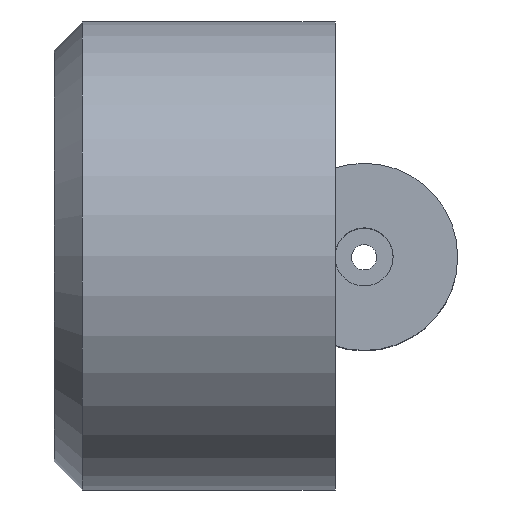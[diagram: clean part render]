
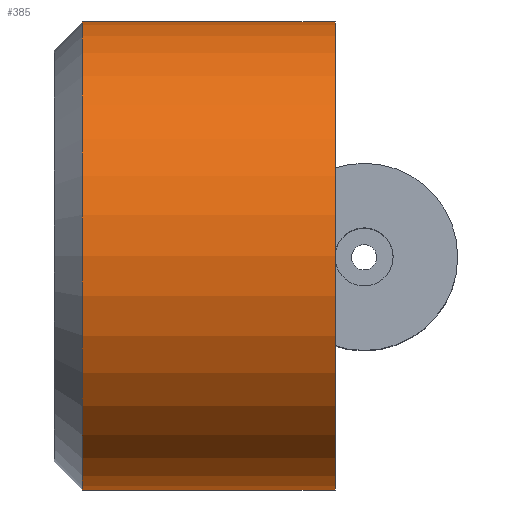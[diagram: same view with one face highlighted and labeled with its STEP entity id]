
A CAD part, top view. The second image highlights one B-rep face of the part: STEP entity #385.
In plain terms, the highlighted cylindrical face has radius 25 mm (diameter 50 mm), a full revolution.
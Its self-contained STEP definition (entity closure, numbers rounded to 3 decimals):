
#16=B_SPLINE_CURVE_WITH_KNOTS('',3,(#639,#640,#641,#642,#643,#644,#645,
#646,#647,#648),.UNSPECIFIED.,.F.,.F.,(4,2,2,2,4),(0.,0.284,
0.569,0.853,1.138),.UNSPECIFIED.);
#17=B_SPLINE_CURVE_WITH_KNOTS('',3,(#649,#650,#651,#652,#653,#654,#655,
#656,#657,#658,#659,#660,#661,#662,#663,#664,#665,#666,#667,#668,#669,#670,
#671,#672,#673,#674),.UNSPECIFIED.,.F.,.F.,(4,2,2,2,2,2,2,2,2,2,2,2,4),
(1.138,1.422,1.706,1.991,2.275,
2.56,2.844,3.129,3.413,3.697,
3.982,4.266,4.551),.UNSPECIFIED.);
#26=LINE('',#635,#44);
#44=VECTOR('',#505,25.);
#61=CYLINDRICAL_SURFACE('',#433,25.);
#75=FACE_BOUND('',#118,.T.);
#88=FACE_OUTER_BOUND('',#117,.T.);
#117=EDGE_LOOP('',(#279,#280,#281,#282));
#118=EDGE_LOOP('',(#283,#284));
#157=CIRCLE('',#432,25.);
#158=CIRCLE('',#434,25.);
#187=VERTEX_POINT('',#630);
#188=VERTEX_POINT('',#634);
#189=VERTEX_POINT('',#637);
#190=VERTEX_POINT('',#638);
#224=EDGE_CURVE('',#187,#187,#157,.T.);
#225=EDGE_CURVE('',#187,#188,#26,.T.);
#226=EDGE_CURVE('',#188,#188,#158,.T.);
#227=EDGE_CURVE('',#189,#190,#16,.T.);
#228=EDGE_CURVE('',#190,#189,#17,.T.);
#279=ORIENTED_EDGE('',*,*,#224,.F.);
#280=ORIENTED_EDGE('',*,*,#225,.T.);
#281=ORIENTED_EDGE('',*,*,#226,.F.);
#282=ORIENTED_EDGE('',*,*,#225,.F.);
#283=ORIENTED_EDGE('',*,*,#227,.T.);
#284=ORIENTED_EDGE('',*,*,#228,.T.);
#385=ADVANCED_FACE('',(#88,#75),#61,.T.);
#432=AXIS2_PLACEMENT_3D('',#632,#501,#502);
#433=AXIS2_PLACEMENT_3D('',#633,#503,#504);
#434=AXIS2_PLACEMENT_3D('',#636,#506,#507);
#501=DIRECTION('center_axis',(-1.,0.,0.));
#502=DIRECTION('ref_axis',(0.,1.,0.));
#503=DIRECTION('center_axis',(-1.,0.,0.));
#504=DIRECTION('ref_axis',(0.,1.,0.));
#505=DIRECTION('',(1.,0.,0.));
#506=DIRECTION('center_axis',(1.,0.,0.));
#507=DIRECTION('ref_axis',(0.,1.,0.));
#630=CARTESIAN_POINT('',(-30.1,-25.,85.));
#632=CARTESIAN_POINT('Origin',(-30.1,0.,85.));
#633=CARTESIAN_POINT('Origin',(-3.1,0.,85.));
#634=CARTESIAN_POINT('',(-3.1,-25.,85.));
#635=CARTESIAN_POINT('',(-3.1,-25.,85.));
#636=CARTESIAN_POINT('Origin',(-3.1,0.,85.));
#637=CARTESIAN_POINT('',(-22.,7.5,61.152));
#638=CARTESIAN_POINT('',(-29.5,0.,60.));
#639=CARTESIAN_POINT('Ctrl Pts',(-22.,7.5,61.152));
#640=CARTESIAN_POINT('Ctrl Pts',(-22.948,7.5,61.152));
#641=CARTESIAN_POINT('Ctrl Pts',(-23.955,7.309,61.089));
#642=CARTESIAN_POINT('Ctrl Pts',(-25.801,6.542,60.868));
#643=CARTESIAN_POINT('Ctrl Pts',(-26.641,5.966,60.713));
#644=CARTESIAN_POINT('Ctrl Pts',(-27.966,4.641,60.425));
#645=CARTESIAN_POINT('Ctrl Pts',(-28.542,3.801,60.273));
#646=CARTESIAN_POINT('Ctrl Pts',(-29.309,1.955,60.059));
#647=CARTESIAN_POINT('Ctrl Pts',(-29.5,0.948,60.));
#648=CARTESIAN_POINT('Ctrl Pts',(-29.5,0.,
60.));
#649=CARTESIAN_POINT('Ctrl Pts',(-29.5,0.,
60.));
#650=CARTESIAN_POINT('Ctrl Pts',(-29.5,-0.948,60.));
#651=CARTESIAN_POINT('Ctrl Pts',(-29.309,-1.955,60.059));
#652=CARTESIAN_POINT('Ctrl Pts',(-28.542,-3.801,60.273));
#653=CARTESIAN_POINT('Ctrl Pts',(-27.966,-4.641,60.425));
#654=CARTESIAN_POINT('Ctrl Pts',(-26.641,-5.966,60.713));
#655=CARTESIAN_POINT('Ctrl Pts',(-25.801,-6.542,60.868));
#656=CARTESIAN_POINT('Ctrl Pts',(-23.955,-7.309,61.089));
#657=CARTESIAN_POINT('Ctrl Pts',(-22.948,-7.5,61.152));
#658=CARTESIAN_POINT('Ctrl Pts',(-21.052,-7.5,61.152));
#659=CARTESIAN_POINT('Ctrl Pts',(-20.045,-7.309,61.089));
#660=CARTESIAN_POINT('Ctrl Pts',(-18.199,-6.542,60.868));
#661=CARTESIAN_POINT('Ctrl Pts',(-17.359,-5.966,60.713));
#662=CARTESIAN_POINT('Ctrl Pts',(-16.034,-4.641,60.425));
#663=CARTESIAN_POINT('Ctrl Pts',(-15.458,-3.801,60.273));
#664=CARTESIAN_POINT('Ctrl Pts',(-14.691,-1.955,60.059));
#665=CARTESIAN_POINT('Ctrl Pts',(-14.5,-0.948,60.));
#666=CARTESIAN_POINT('Ctrl Pts',(-14.5,0.948,60.));
#667=CARTESIAN_POINT('Ctrl Pts',(-14.691,1.955,60.059));
#668=CARTESIAN_POINT('Ctrl Pts',(-15.458,3.801,60.273));
#669=CARTESIAN_POINT('Ctrl Pts',(-16.034,4.641,60.425));
#670=CARTESIAN_POINT('Ctrl Pts',(-17.359,5.966,60.713));
#671=CARTESIAN_POINT('Ctrl Pts',(-18.199,6.542,60.868));
#672=CARTESIAN_POINT('Ctrl Pts',(-20.045,7.309,61.089));
#673=CARTESIAN_POINT('Ctrl Pts',(-21.052,7.5,61.152));
#674=CARTESIAN_POINT('Ctrl Pts',(-22.,7.5,61.152));
